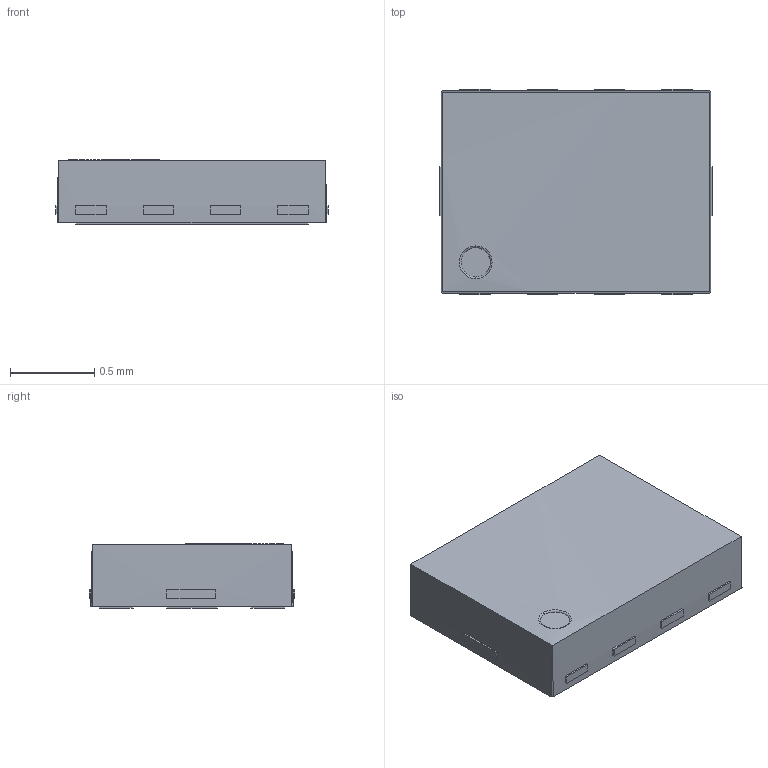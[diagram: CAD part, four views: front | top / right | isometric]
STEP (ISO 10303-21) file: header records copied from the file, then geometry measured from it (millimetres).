
FILE_DESCRIPTION (( 'STEP AP214' ), '1' );
FILE_NAME ('DFN1612-8L.STEP', '2023-11-23T09:44:37', ( '' ), ( '' ), 'SwSTEP 2.0', 'SolidWorks 2019', '' );
FILE_SCHEMA (( 'AUTOMOTIVE_DESIGN' ));
Length unit declared in the file: millimetre
Products named in the file (1): DFN1612-8L
Bounding box: 1.62 x 1.22 x 0.39 mm (x, y, z)
Volume: 0.7 mm3; surface area: 6 mm2
Topology: 1 solids, 1 shells, 113 faces, 261 edges, 170 vertices
Faces by surface type: plane 103, cylinder 8, torus 2
Entity records: 3900 total; most frequent: CARTESIAN_POINT 557, ORIENTED_EDGE 522, DIRECTION 491, EDGE_CURVE 261, VECTOR 251, LINE 251, VERTEX_POINT 170, EDGE_LOOP 133
